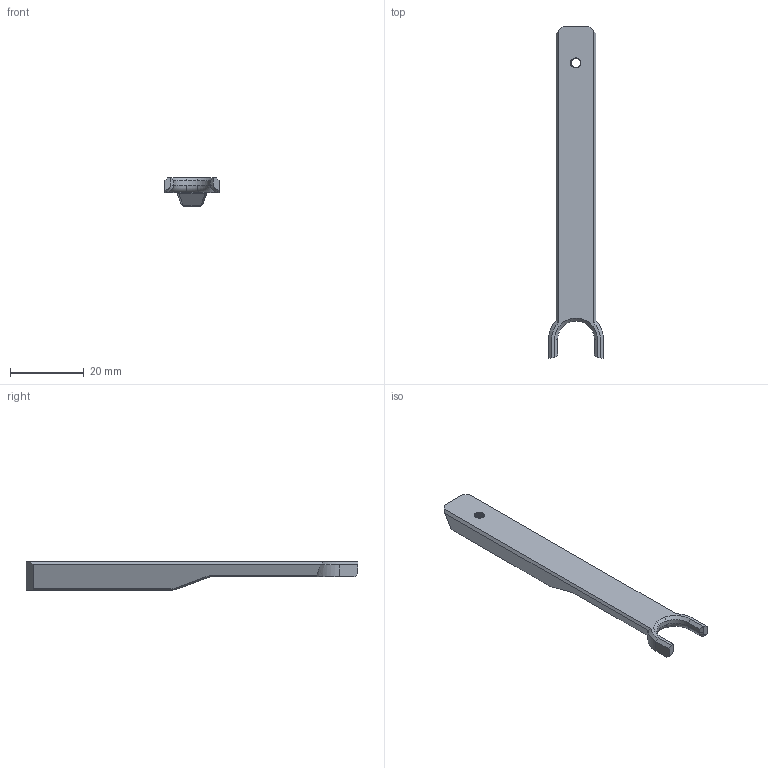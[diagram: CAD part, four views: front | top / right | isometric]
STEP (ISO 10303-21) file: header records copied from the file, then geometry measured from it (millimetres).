
FILE_DESCRIPTION(('FreeCAD Model'),'2;1');
FILE_NAME('Open CASCADE Shape Model','2025-12-27T18:20:43',(''),(''), 'Open CASCADE STEP processor 7.8','FreeCAD','Unknown');
FILE_SCHEMA(('AUTOMOTIVE_DESIGN { 1 0 10303 214 1 1 1 1 }'));
Length unit declared in the file: millimetre
Products named in the file (1): Chamfer006
Bounding box: 14.8 x 89.81 x 7.7 mm (x, y, z)
Volume: 4294.3 mm3; surface area: 2734.3 mm2
Topology: 1 solids, 1 shells, 118 faces, 269 edges, 153 vertices
Faces by surface type: bspline 53, plane 31, cylinder 24, cone 7, torus 3
Full cylindrical faces by diameter (mm): 2.52 x15
Entity records: 8758 total; most frequent: CARTESIAN_POINT 6518, ORIENTED_EDGE 538, DIRECTION 306, EDGE_CURVE 269, VERTEX_POINT 153, B_SPLINE_CURVE_WITH_KNOTS 132, FACE_BOUND 120, EDGE_LOOP 120
